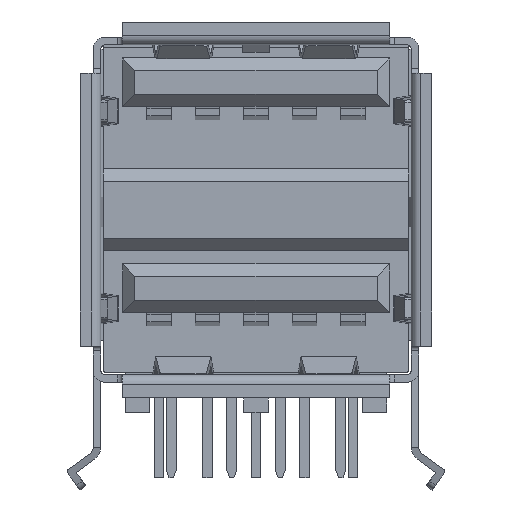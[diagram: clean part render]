
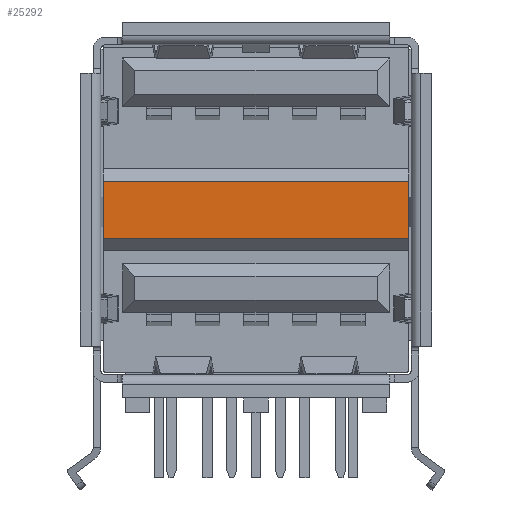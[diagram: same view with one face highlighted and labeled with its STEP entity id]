
A CAD part, front view. The second image highlights one B-rep face of the part: STEP entity #25292.
In plain terms, the highlighted planar face has unit normal (0, -1, 0).
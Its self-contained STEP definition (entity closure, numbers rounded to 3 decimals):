
#170 = DIRECTION ( 'NONE',  ( 0., 0., 1. ) ) ;
#2729 = CARTESIAN_POINT ( 'NONE',  ( -6.22, 8.75, 6.625 ) ) ;
#5031 = ORIENTED_EDGE ( 'NONE', *, *, #37414, .T. ) ;
#5648 = EDGE_CURVE ( 'NONE', #19042, #18535, #30470, .T. ) ;
#6201 = FACE_OUTER_BOUND ( 'NONE', #30452, .T. ) ;
#6981 = DIRECTION ( 'NONE',  ( -1., 0., 0. ) ) ;
#7544 = LINE ( 'NONE', #15501, #37906 ) ;
#7679 = CARTESIAN_POINT ( 'NONE',  ( 6.3, 8.75, -1.185 ) ) ;
#8019 = CARTESIAN_POINT ( 'NONE',  ( -6.3, 8.75, 1.685 ) ) ;
#8041 = ORIENTED_EDGE ( 'NONE', *, *, #32653, .T. ) ;
#9331 = DIRECTION ( 'NONE',  ( 1., 0., 0. ) ) ;
#10517 = CARTESIAN_POINT ( 'NONE',  ( 6.3, 8.75, 1.185 ) ) ;
#11313 = DIRECTION ( 'NONE',  ( 0., 0., -1. ) ) ;
#14376 = CARTESIAN_POINT ( 'NONE',  ( -6.3, 8.75, 1.185 ) ) ;
#15048 = VERTEX_POINT ( 'NONE', #7679 ) ;
#15501 = CARTESIAN_POINT ( 'NONE',  ( 6.3, 8.75, -1.185 ) ) ;
#18018 = LINE ( 'NONE', #21548, #27240 ) ;
#18535 = VERTEX_POINT ( 'NONE', #22860 ) ;
#19042 = VERTEX_POINT ( 'NONE', #14376 ) ;
#19763 = ORIENTED_EDGE ( 'NONE', *, *, #5648, .T. ) ;
#20193 = LINE ( 'NONE', #29442, #29867 ) ;
#21548 = CARTESIAN_POINT ( 'NONE',  ( -6.3, 8.75, 1.185 ) ) ;
#22860 = CARTESIAN_POINT ( 'NONE',  ( -6.3, 8.75, -1.185 ) ) ;
#23259 = DIRECTION ( 'NONE',  ( 0., 0., 1. ) ) ;
#23742 = VERTEX_POINT ( 'NONE', #10517 ) ;
#25292 = ADVANCED_FACE ( 'NONE', ( #6201 ), #31536, .T. ) ;
#26983 = EDGE_CURVE ( 'NONE', #15048, #23742, #20193, .T. ) ;
#27240 = VECTOR ( 'NONE', #6981, 1000. ) ;
#27667 = VECTOR ( 'NONE', #11313, 1000. ) ;
#29096 = ORIENTED_EDGE ( 'NONE', *, *, #26983, .T. ) ;
#29442 = CARTESIAN_POINT ( 'NONE',  ( 6.3, 8.75, 1.685 ) ) ;
#29867 = VECTOR ( 'NONE', #170, 1000. ) ;
#30452 = EDGE_LOOP ( 'NONE', ( #19763, #5031, #29096, #8041 ) ) ;
#30470 = LINE ( 'NONE', #8019, #27667 ) ;
#31536 = PLANE ( 'NONE',  #37686 ) ;
#32653 = EDGE_CURVE ( 'NONE', #23742, #19042, #18018, .T. ) ;
#34839 = DIRECTION ( 'NONE',  ( 0., -1., 0. ) ) ;
#37414 = EDGE_CURVE ( 'NONE', #18535, #15048, #7544, .T. ) ;
#37686 = AXIS2_PLACEMENT_3D ( 'NONE', #2729, #34839, #23259 ) ;
#37906 = VECTOR ( 'NONE', #9331, 1000. ) ;
